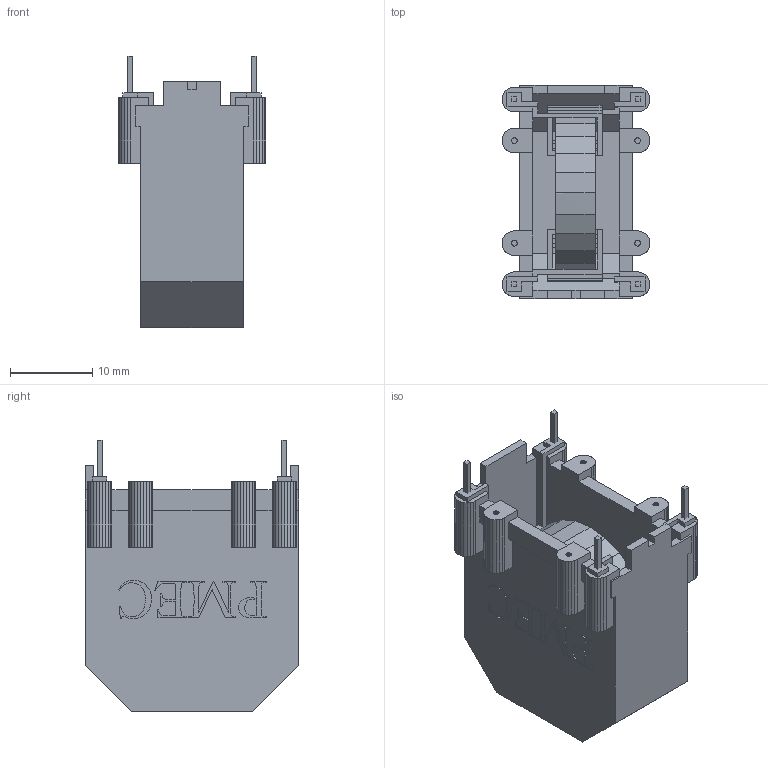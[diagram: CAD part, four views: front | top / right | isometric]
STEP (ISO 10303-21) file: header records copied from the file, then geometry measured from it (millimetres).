
FILE_DESCRIPTION(('FreeCAD Model'),'2;1');
FILE_NAME('X03Ve.stp', '2014-07-08T12:46:59',('FreeCAD'),('FreeCAD'), 'Open CASCADE STEP processor 6.3','FreeCAD','Unknown');
FILE_SCHEMA(('AUTOMOTIVE_DESIGN_CC2 { 1 2 10303 214 -1 1 5 4 }'));
Length unit declared in the file: millimetre
Products named in the file (6): X03Ve005; X03Ve; X03Ve004; X03Ve002; X03Ve001; X03Ve003
Bounding box: 18 x 26 x 33 mm (x, y, z)
Volume: 3433.3 mm3; surface area: 6514 mm2
Topology: 6 solids, 6 shells, 892 faces, 2611 edges, 1741 vertices
Faces by surface type: plane 623, cylinder 269
Entity records: 65583 total; most frequent: CARTESIAN_POINT 15367, DIRECTION 8842, LINE 5676, VECTOR 5676, ORIENTED_EDGE 5222, PCURVE 5222, DEFINITIONAL_REPRESENTATION 5222, EDGE_CURVE 2611
